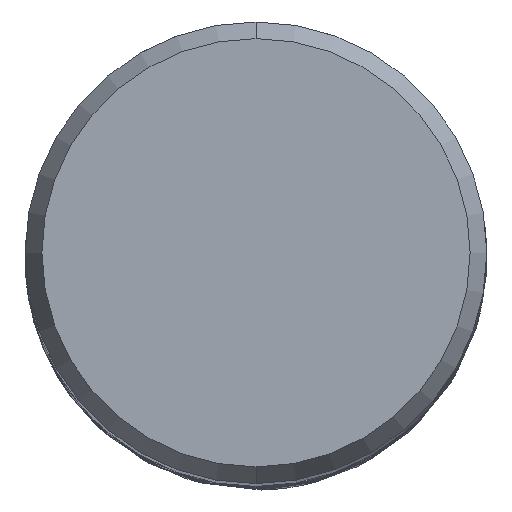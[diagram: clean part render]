
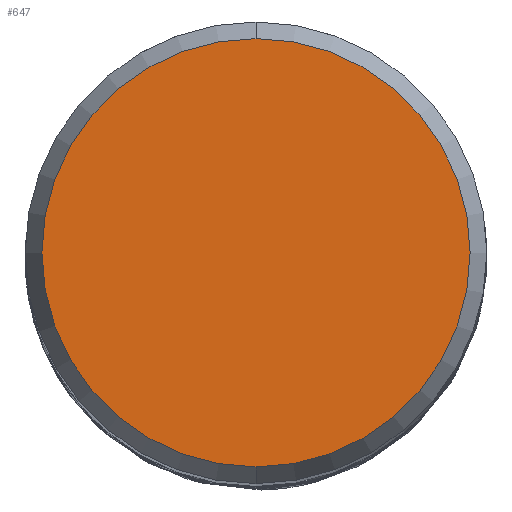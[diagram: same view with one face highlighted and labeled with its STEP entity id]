
A CAD part, top view. The second image highlights one B-rep face of the part: STEP entity #647.
In plain terms, the highlighted planar face has unit normal (0, 0, 1).
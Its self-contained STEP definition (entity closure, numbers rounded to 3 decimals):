
#647=ADVANCED_FACE('',(#1882),#1883,.T.);
#1463=EDGE_CURVE('',#1509,#1735,#2770,.T.);
#1509=VERTEX_POINT('',#2821);
#1523=EDGE_CURVE('',#1735,#1509,#2835,.T.);
#1735=VERTEX_POINT('',#3067);
#1882=FACE_OUTER_BOUND('',#3221,.T.);
#1883=PLANE('',#3222);
#2770=CIRCLE('',#13817,7.423);
#2821=CARTESIAN_POINT('',(0.0,7.423,0.0));
#2835=CIRCLE('',#14341,7.423);
#3067=CARTESIAN_POINT('',(0.,-7.423,0.0));
#3221=EDGE_LOOP('',(#22675,#22676));
#3222=AXIS2_PLACEMENT_3D('',#22677,#22678,#22679);
#13817=AXIS2_PLACEMENT_3D('',#23512,#23513,#23514);
#14341=AXIS2_PLACEMENT_3D('',#23564,#23565,#23566);
#22675=ORIENTED_EDGE('',*,*,#1463,.F.);
#22676=ORIENTED_EDGE('',*,*,#1523,.F.);
#22677=CARTESIAN_POINT('',(0.0,3.711,0.0));
#22678=DIRECTION('',(-0.0,0.0,1.0));
#22679=DIRECTION('',(0.0,-1.0,0.0));
#23512=CARTESIAN_POINT('',(0.0,0.0,0.0));
#23513=DIRECTION('',(0.0,0.0,-1.0));
#23514=DIRECTION('',(0.0,1.0,0.0));
#23564=CARTESIAN_POINT('',(0.0,0.0,0.0));
#23565=DIRECTION('',(0.0,0.0,-1.0));
#23566=DIRECTION('',(0.0,1.0,0.0));
